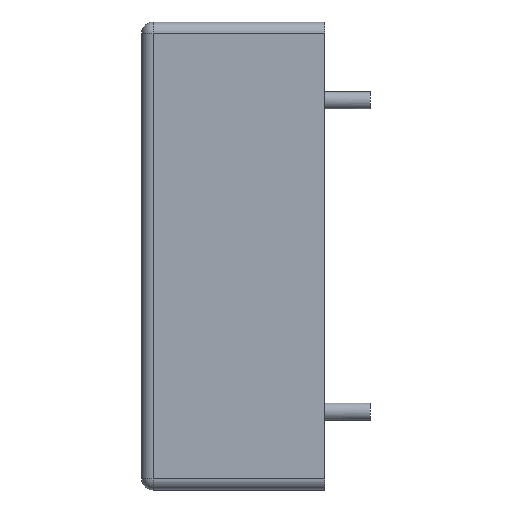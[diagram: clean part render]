
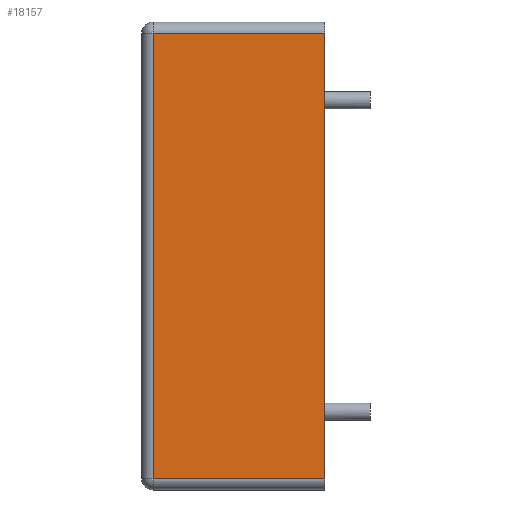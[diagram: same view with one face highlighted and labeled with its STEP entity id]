
A CAD part, left-side view. The second image highlights one B-rep face of the part: STEP entity #18157.
In plain terms, the highlighted planar face has unit normal (-1, 0, 0).
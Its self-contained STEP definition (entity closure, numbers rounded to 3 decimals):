
#450 = DIRECTION ( 'NONE',  ( 1., 0., 0. ) ) ;
#705 = CARTESIAN_POINT ( 'NONE',  ( -12., 0.1, -23.9 ) ) ;
#1453 = AXIS2_PLACEMENT_3D ( 'NONE', #2092, #450, #7698 ) ;
#2092 = CARTESIAN_POINT ( 'NONE',  ( -12., 11.33, -23.9 ) ) ;
#2117 = VECTOR ( 'NONE', #13286, 1000. ) ;
#2893 = VERTEX_POINT ( 'NONE', #22126 ) ;
#3099 = VECTOR ( 'NONE', #10709, 1000. ) ;
#3244 = EDGE_LOOP ( 'NONE', ( #11416, #5874, #15313, #7899 ) ) ;
#3882 = PLANE ( 'NONE',  #1453 ) ;
#4756 = CARTESIAN_POINT ( 'NONE',  ( -12., 0.1, 4.1 ) ) ;
#4925 = VERTEX_POINT ( 'NONE', #14399 ) ;
#5680 = FACE_OUTER_BOUND ( 'NONE', #3244, .T. ) ;
#5698 = VECTOR ( 'NONE', #18605, 1000. ) ;
#5874 = ORIENTED_EDGE ( 'NONE', *, *, #5997, .T. ) ;
#5997 = EDGE_CURVE ( 'NONE', #10548, #22133, #15271, .T. ) ;
#6270 = CARTESIAN_POINT ( 'NONE',  ( -12., 11.33, 4.1 ) ) ;
#6986 = LINE ( 'NONE', #21248, #12750 ) ;
#7460 = LINE ( 'NONE', #17904, #3099 ) ;
#7698 = DIRECTION ( 'NONE',  ( 0., 0., -1. ) ) ;
#7899 = ORIENTED_EDGE ( 'NONE', *, *, #10638, .T. ) ;
#10548 = VERTEX_POINT ( 'NONE', #4756 ) ;
#10638 = EDGE_CURVE ( 'NONE', #2893, #4925, #7460, .T. ) ;
#10709 = DIRECTION ( 'NONE',  ( 0., -1., 0. ) ) ;
#11416 = ORIENTED_EDGE ( 'NONE', *, *, #15927, .T. ) ;
#11646 = LINE ( 'NONE', #705, #2117 ) ;
#12750 = VECTOR ( 'NONE', #21480, 1000. ) ;
#13286 = DIRECTION ( 'NONE',  ( 0., 0., 1. ) ) ;
#14399 = CARTESIAN_POINT ( 'NONE',  ( -12., 0.1, -23.2 ) ) ;
#15271 = LINE ( 'NONE', #6270, #5698 ) ;
#15313 = ORIENTED_EDGE ( 'NONE', *, *, #16832, .T. ) ;
#15927 = EDGE_CURVE ( 'NONE', #4925, #10548, #11646, .T. ) ;
#16832 = EDGE_CURVE ( 'NONE', #22133, #2893, #6986, .T. ) ;
#17904 = CARTESIAN_POINT ( 'NONE',  ( -12., 11.33, -23.2 ) ) ;
#18157 = ADVANCED_FACE ( 'NONE', ( #5680 ), #3882, .F. ) ;
#18605 = DIRECTION ( 'NONE',  ( 0., 1., 0. ) ) ;
#21248 = CARTESIAN_POINT ( 'NONE',  ( -12., 10.63, -23.9 ) ) ;
#21480 = DIRECTION ( 'NONE',  ( 0., 0., -1. ) ) ;
#22126 = CARTESIAN_POINT ( 'NONE',  ( -12., 10.63, -23.2 ) ) ;
#22133 = VERTEX_POINT ( 'NONE', #22848 ) ;
#22848 = CARTESIAN_POINT ( 'NONE',  ( -12., 10.63, 4.1 ) ) ;
